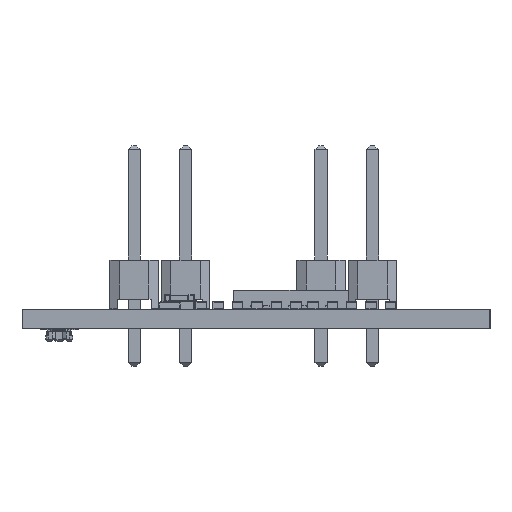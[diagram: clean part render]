
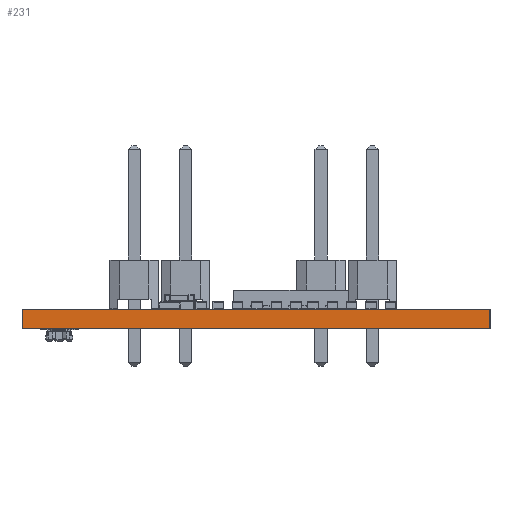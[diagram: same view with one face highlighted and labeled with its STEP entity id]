
A CAD part, left-side view. The second image highlights one B-rep face of the part: STEP entity #231.
In plain terms, the highlighted planar face has unit normal (-1, 0, 0).
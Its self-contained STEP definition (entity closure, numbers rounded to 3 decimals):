
#133 = EDGE_CURVE('',#134,#136,#138,.T.);
#134 = VERTEX_POINT('',#135);
#135 = CARTESIAN_POINT('',(0.254,0.254,0.));
#136 = VERTEX_POINT('',#137);
#137 = CARTESIAN_POINT('',(0.254,0.254,1.001));
#138 = LINE('',#139,#140);
#139 = CARTESIAN_POINT('',(0.254,0.254,0.));
#140 = VECTOR('',#141,1.);
#141 = DIRECTION('',(0.,0.,1.));
#206 = VERTEX_POINT('',#207);
#207 = CARTESIAN_POINT('',(0.254,24.746,1.001));
#213 = EDGE_CURVE('',#214,#206,#216,.T.);
#214 = VERTEX_POINT('',#215);
#215 = CARTESIAN_POINT('',(0.254,24.746,0.));
#216 = LINE('',#217,#218);
#217 = CARTESIAN_POINT('',(0.254,24.746,0.));
#218 = VECTOR('',#219,1.);
#219 = DIRECTION('',(0.,0.,1.));
#231 = ADVANCED_FACE('',(#232),#248,.F.);
#232 = FACE_BOUND('',#233,.F.);
#233 = EDGE_LOOP('',(#234,#235,#241,#242));
#234 = ORIENTED_EDGE('',*,*,#213,.T.);
#235 = ORIENTED_EDGE('',*,*,#236,.T.);
#236 = EDGE_CURVE('',#206,#136,#237,.T.);
#237 = LINE('',#238,#239);
#238 = CARTESIAN_POINT('',(0.254,24.746,1.001));
#239 = VECTOR('',#240,1.);
#240 = DIRECTION('',(0.,-1.,0.));
#241 = ORIENTED_EDGE('',*,*,#133,.F.);
#242 = ORIENTED_EDGE('',*,*,#243,.F.);
#243 = EDGE_CURVE('',#214,#134,#244,.T.);
#244 = LINE('',#245,#246);
#245 = CARTESIAN_POINT('',(0.254,24.746,0.));
#246 = VECTOR('',#247,1.);
#247 = DIRECTION('',(0.,-1.,0.));
#248 = PLANE('',#249);
#249 = AXIS2_PLACEMENT_3D('',#250,#251,#252);
#250 = CARTESIAN_POINT('',(0.254,24.746,0.));
#251 = DIRECTION('',(1.,0.,0.));
#252 = DIRECTION('',(0.,-1.,0.));
